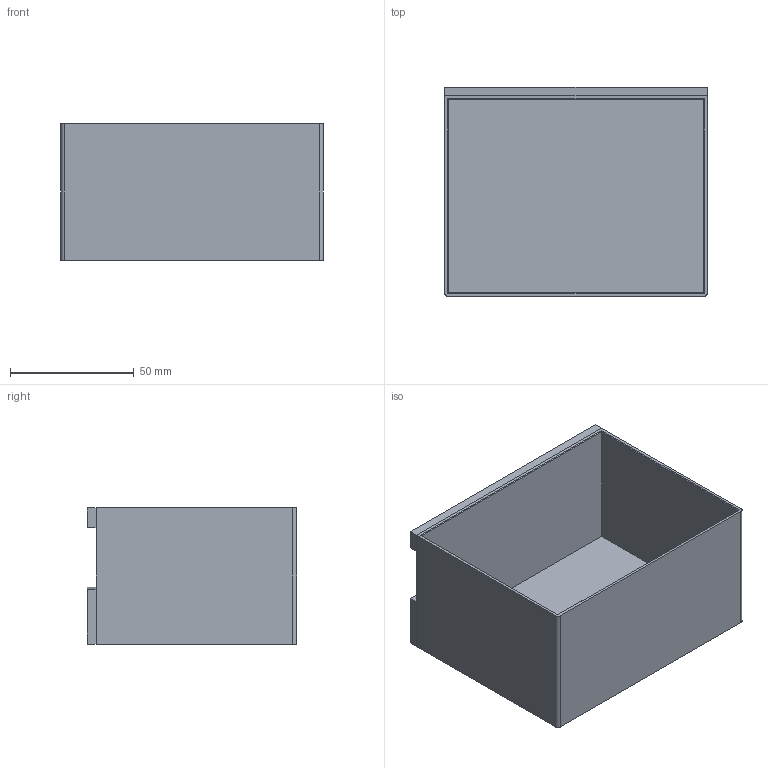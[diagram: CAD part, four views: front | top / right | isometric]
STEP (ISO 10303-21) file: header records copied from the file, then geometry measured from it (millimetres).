
FILE_DESCRIPTION(('HOOPS Exchange Step'),'2;1');
FILE_NAME('temp_export','2024-06-19T22:57:55+20:00',('vinesh'),('Shapr3D Limited'),'HOOPS Exchange 2024.2','Shapr3D','Authorized');
FILE_SCHEMA( ('AUTOMOTIVE_DESIGN { 1 0 10303 214 1 1 1 1 }') );
Length unit declared in the file: millimetre
Products named in the file (1): root
Bounding box: 106 x 84.5 x 55 mm (x, y, z)
Volume: 65522.1 mm3; surface area: 64483.6 mm2
Topology: 3 solids, 3 shells, 29 faces, 62 edges, 40 vertices
Faces by surface type: plane 27, cylinder 2
Entity records: 790 total; most frequent: CARTESIAN_POINT 132, DIRECTION 126, ORIENTED_EDGE 124, EDGE_CURVE 62, VECTOR 58, LINE 58, VERTEX_POINT 40, AXIS2_PLACEMENT_3D 34
